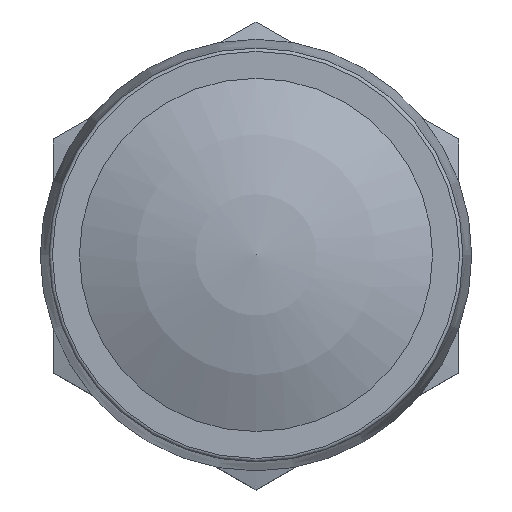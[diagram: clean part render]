
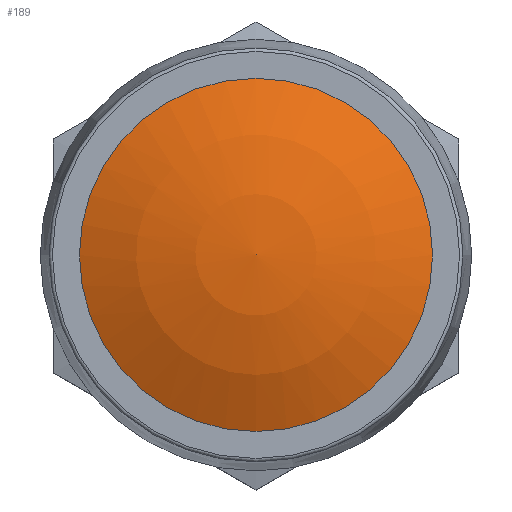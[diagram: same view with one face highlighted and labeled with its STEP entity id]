
A CAD part, top view. The second image highlights one B-rep face of the part: STEP entity #189.
In plain terms, the highlighted spherical face has radius 30 mm.
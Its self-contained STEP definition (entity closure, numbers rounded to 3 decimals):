
#189 = ADVANCED_FACE( '', ( #429 ), #430, .T. );
#429 = FACE_OUTER_BOUND( '', #688, .T. );
#430 = SPHERICAL_SURFACE( '', #689, 30. );
#688 = EDGE_LOOP( '', ( #1065 ) );
#689 = AXIS2_PLACEMENT_3D( '', #1066, #1067, #1068 );
#1065 = ORIENTED_EDGE( '', *, *, #1231, .T. );
#1066 = CARTESIAN_POINT( '', ( 0., 0., -2. ) );
#1067 = DIRECTION( '', ( 0., 0., 1. ) );
#1068 = DIRECTION( '', ( 0., 1., 0. ) );
#1231 = EDGE_CURVE( '', #1424, #1424, #1425, .T. );
#1424 = VERTEX_POINT( '', #1729 );
#1425 = CIRCLE( '', #1730, 13.077 );
#1729 = CARTESIAN_POINT( '', ( 13.077, 0., 25. ) );
#1730 = AXIS2_PLACEMENT_3D( '', #1924, #1925, #1926 );
#1924 = CARTESIAN_POINT( '', ( 0., 0., 25. ) );
#1925 = DIRECTION( '', ( 0., 0., 1. ) );
#1926 = DIRECTION( '', ( 1., 0., 0. ) );
